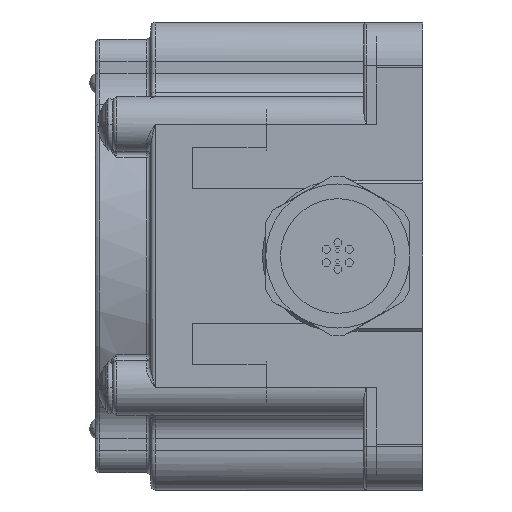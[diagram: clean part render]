
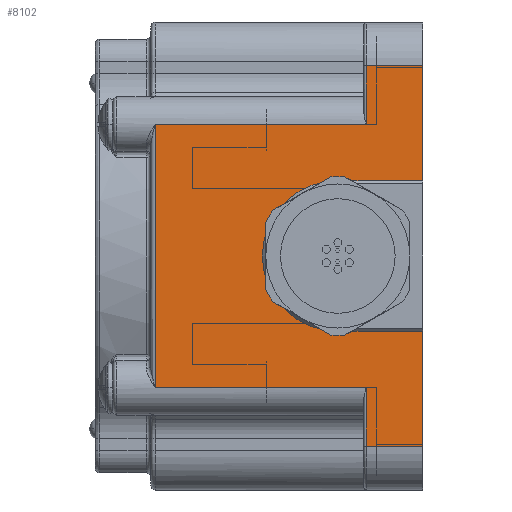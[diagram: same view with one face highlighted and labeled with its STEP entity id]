
A CAD part, left-side view. The second image highlights one B-rep face of the part: STEP entity #8102.
In plain terms, the highlighted planar face has unit normal (-1, 0, 0).
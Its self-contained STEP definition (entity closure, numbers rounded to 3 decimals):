
#484=DIRECTION('',(0.,1.,0.));
#485=VECTOR('',#484,36.47);
#486=CARTESIAN_POINT('',(-40.07,9.76,22.735));
#487=LINE('',#486,#485);
#556=DIRECTION('',(0.,1.,0.));
#557=VECTOR('',#556,36.47);
#558=CARTESIAN_POINT('',(-40.07,9.76,-22.735));
#559=LINE('',#558,#557);
#560=DIRECTION('',(0.,0.,1.));
#561=VECTOR('',#560,10.119);
#562=CARTESIAN_POINT('',(-40.07,9.76,22.735));
#563=LINE('',#562,#561);
#564=DIRECTION('',(0.,0.,-1.));
#565=VECTOR('',#564,19.834);
#566=CARTESIAN_POINT('',(-40.07,0.,32.854));
#567=LINE('',#566,#565);
#568=DIRECTION('',(0.,1.,0.));
#569=VECTOR('',#568,14.67);
#570=CARTESIAN_POINT('',(-40.07,0.,13.02));
#571=LINE('',#570,#569);
#572=CARTESIAN_POINT('',(-40.07,14.67,0.));
#573=DIRECTION('',(-1.,0.,0.));
#574=DIRECTION('',(0.,0.,1.));
#575=AXIS2_PLACEMENT_3D('',#572,#573,#574);
#577=DIRECTION('',(0.,1.,0.));
#578=VECTOR('',#577,14.67);
#579=CARTESIAN_POINT('',(-40.07,0.,-13.02));
#580=LINE('',#579,#578);
#581=DIRECTION('',(0.,0.,-1.));
#582=VECTOR('',#581,19.834);
#583=CARTESIAN_POINT('',(-40.07,0.,-13.02));
#584=LINE('',#583,#582);
#585=DIRECTION('',(0.,1.,0.));
#586=VECTOR('',#585,9.76);
#587=CARTESIAN_POINT('',(-40.07,0.,-32.854));
#588=LINE('',#587,#586);
#589=DIRECTION('',(0.,0.,1.));
#590=VECTOR('',#589,10.119);
#591=CARTESIAN_POINT('',(-40.07,9.76,-32.854));
#592=LINE('',#591,#590);
#638=CARTESIAN_POINT('',(-40.07,46.23,-22.735));
#2067=CARTESIAN_POINT('',(-40.07,46.23,22.735));
#2069=DIRECTION('',(0.,0.,-1.));
#2070=VECTOR('',#2069,45.47);
#2071=CARTESIAN_POINT('',(-40.07,46.23,22.735));
#2072=LINE('',#2071,#2070);
#4444=DIRECTION('',(0.,1.,0.));
#4445=VECTOR('',#4444,9.76);
#4446=CARTESIAN_POINT('',(-40.07,0.,32.854));
#4447=LINE('',#4446,#4445);
#6209=CARTESIAN_POINT('',(-40.07,0.,32.854));
#6211=VERTEX_POINT('',#6209);
#6222=CARTESIAN_POINT('',(-40.07,0.,-32.854));
#6224=VERTEX_POINT('',#6222);
#6297=CARTESIAN_POINT('',(-40.07,0.,-13.02));
#6298=CARTESIAN_POINT('',(-40.07,14.67,-13.02));
#6299=VERTEX_POINT('',#6297);
#6300=VERTEX_POINT('',#6298);
#6301=CARTESIAN_POINT('',(-40.07,0.,13.02));
#6302=CARTESIAN_POINT('',(-40.07,14.67,13.02));
#6303=VERTEX_POINT('',#6301);
#6304=VERTEX_POINT('',#6302);
#6591=CARTESIAN_POINT('',(-40.07,9.76,32.854));
#6592=VERTEX_POINT('',#6591);
#6595=CARTESIAN_POINT('',(-40.07,9.76,22.735));
#6596=VERTEX_POINT('',#6595);
#6601=CARTESIAN_POINT('',(-40.07,9.76,-32.854));
#6602=CARTESIAN_POINT('',(-40.07,9.76,-22.735));
#6603=VERTEX_POINT('',#6601);
#6604=VERTEX_POINT('',#6602);
#6870=VERTEX_POINT('',#2067);
#6888=VERTEX_POINT('',#638);
#8074=CARTESIAN_POINT('',(-40.07,0.,-32.854));
#8075=DIRECTION('',(-1.,0.,0.));
#8076=DIRECTION('',(0.,0.,1.));
#8077=AXIS2_PLACEMENT_3D('',#8074,#8075,#8076);
#8078=PLANE('',#8077);
#8080=ORIENTED_EDGE('',*,*,#8079,.T.);
#8082=ORIENTED_EDGE('',*,*,#8081,.F.);
#8083=ORIENTED_EDGE('',*,*,#8050,.F.);
#8085=ORIENTED_EDGE('',*,*,#8084,.T.);
#8087=ORIENTED_EDGE('',*,*,#8086,.F.);
#8088=ORIENTED_EDGE('',*,*,#7645,.T.);
#8090=ORIENTED_EDGE('',*,*,#8089,.T.);
#8092=ORIENTED_EDGE('',*,*,#8091,.T.);
#8094=ORIENTED_EDGE('',*,*,#8093,.F.);
#8095=ORIENTED_EDGE('',*,*,#7633,.T.);
#8097=ORIENTED_EDGE('',*,*,#8096,.T.);
#8099=ORIENTED_EDGE('',*,*,#8098,.T.);
#8100=EDGE_LOOP('',(#8080,#8082,#8083,#8085,#8087,#8088,#8090,#8092,#8094,#8095,
#8097,#8099));
#8101=FACE_OUTER_BOUND('',#8100,.F.);
#8102=ADVANCED_FACE('',(#8101),#8078,.T.);
#576=CIRCLE('',#575,13.02);
#7633=EDGE_CURVE('',#6299,#6224,#584,.T.);
#7645=EDGE_CURVE('',#6211,#6303,#567,.T.);
#8050=EDGE_CURVE('',#6596,#6870,#487,.T.);
#8079=EDGE_CURVE('',#6604,#6888,#559,.T.);
#8081=EDGE_CURVE('',#6870,#6888,#2072,.T.);
#8084=EDGE_CURVE('',#6596,#6592,#563,.T.);
#8086=EDGE_CURVE('',#6211,#6592,#4447,.T.);
#8089=EDGE_CURVE('',#6303,#6304,#571,.T.);
#8091=EDGE_CURVE('',#6304,#6300,#576,.T.);
#8093=EDGE_CURVE('',#6299,#6300,#580,.T.);
#8096=EDGE_CURVE('',#6224,#6603,#588,.T.);
#8098=EDGE_CURVE('',#6603,#6604,#592,.T.);
